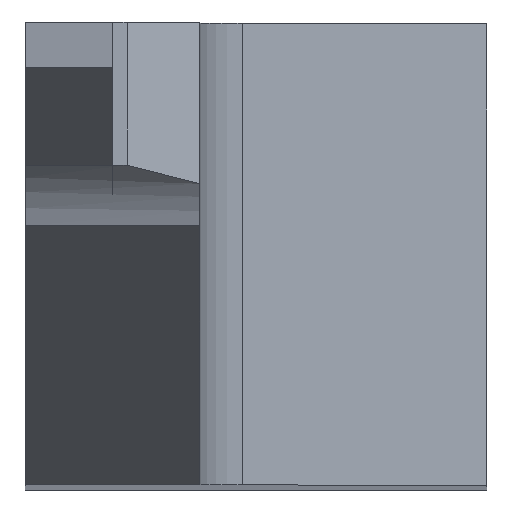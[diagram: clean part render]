
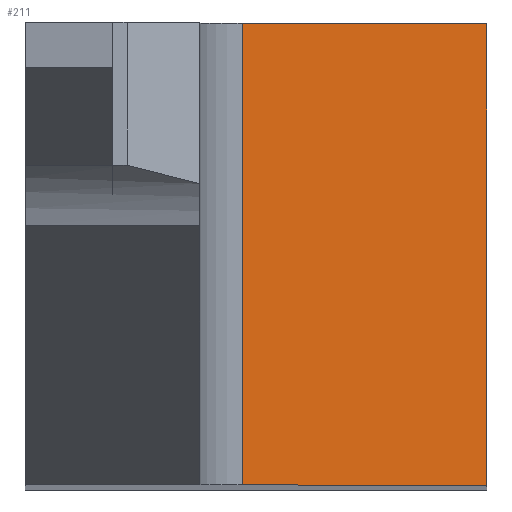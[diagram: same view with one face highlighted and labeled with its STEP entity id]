
A CAD part, top view. The second image highlights one B-rep face of the part: STEP entity #211.
In plain terms, the highlighted planar face has unit normal (0.707, 0, 0.707).
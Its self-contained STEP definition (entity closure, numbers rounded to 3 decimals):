
#7 = PLANE ( 'NONE',  #1469 ) ;
#211 = ADVANCED_FACE ( 'NONE', ( #614 ), #7, .F. ) ;
#213 = LINE ( 'NONE', #1002, #1510 ) ;
#224 = CARTESIAN_POINT ( 'NONE',  ( 0., 0., -32.946 ) ) ;
#378 = DIRECTION ( 'NONE',  ( 0., -1., 0. ) ) ;
#491 = DIRECTION ( 'NONE',  ( 0.707, 0., -0.707 ) ) ;
#515 = VERTEX_POINT ( 'NONE', #589 ) ;
#524 = DIRECTION ( 'NONE',  ( 0.707, 0., -0.707 ) ) ;
#544 = EDGE_LOOP ( 'NONE', ( #776, #1365, #1333, #703 ) ) ;
#548 = CARTESIAN_POINT ( 'NONE',  ( 0., 174.625, -32.946 ) ) ;
#589 = CARTESIAN_POINT ( 'NONE',  ( -8.411, 0., -24.536 ) ) ;
#614 = FACE_OUTER_BOUND ( 'NONE', #544, .T. ) ;
#677 = DIRECTION ( 'NONE',  ( -0.707, 0., 0.707 ) ) ;
#696 = EDGE_CURVE ( 'NONE', #2044, #1146, #213, .T. ) ;
#703 = ORIENTED_EDGE ( 'NONE', *, *, #696, .F. ) ;
#770 = CARTESIAN_POINT ( 'NONE',  ( -8.411, 15.875, -24.536 ) ) ;
#776 = ORIENTED_EDGE ( 'NONE', *, *, #1077, .T. ) ;
#860 = CARTESIAN_POINT ( 'NONE',  ( 0., 174.625, -32.946 ) ) ;
#935 = VECTOR ( 'NONE', #677, 1000. ) ;
#960 = VERTEX_POINT ( 'NONE', #224 ) ;
#1002 = CARTESIAN_POINT ( 'NONE',  ( 46.027, 15.875, -78.973 ) ) ;
#1077 = EDGE_CURVE ( 'NONE', #2044, #515, #1482, .T. ) ;
#1146 = VERTEX_POINT ( 'NONE', #1782 ) ;
#1176 = CARTESIAN_POINT ( 'NONE',  ( 46.027, 0., -78.973 ) ) ;
#1272 = DIRECTION ( 'NONE',  ( 0., -1., 0. ) ) ;
#1333 = ORIENTED_EDGE ( 'NONE', *, *, #1837, .F. ) ;
#1365 = ORIENTED_EDGE ( 'NONE', *, *, #1626, .F. ) ;
#1435 = LINE ( 'NONE', #1176, #935 ) ;
#1441 = CARTESIAN_POINT ( 'NONE',  ( -8.411, 174.625, -24.536 ) ) ;
#1469 = AXIS2_PLACEMENT_3D ( 'NONE', #860, #1539, #524 ) ;
#1482 = LINE ( 'NONE', #1441, #1718 ) ;
#1510 = VECTOR ( 'NONE', #491, 1000. ) ;
#1539 = DIRECTION ( 'NONE',  ( -0.707, 0., -0.707 ) ) ;
#1617 = LINE ( 'NONE', #548, #1949 ) ;
#1626 = EDGE_CURVE ( 'NONE', #960, #515, #1435, .T. ) ;
#1718 = VECTOR ( 'NONE', #1272, 1000. ) ;
#1782 = CARTESIAN_POINT ( 'NONE',  ( 0., 15.875, -32.946 ) ) ;
#1837 = EDGE_CURVE ( 'NONE', #1146, #960, #1617, .T. ) ;
#1949 = VECTOR ( 'NONE', #378, 1000. ) ;
#2044 = VERTEX_POINT ( 'NONE', #770 ) ;
